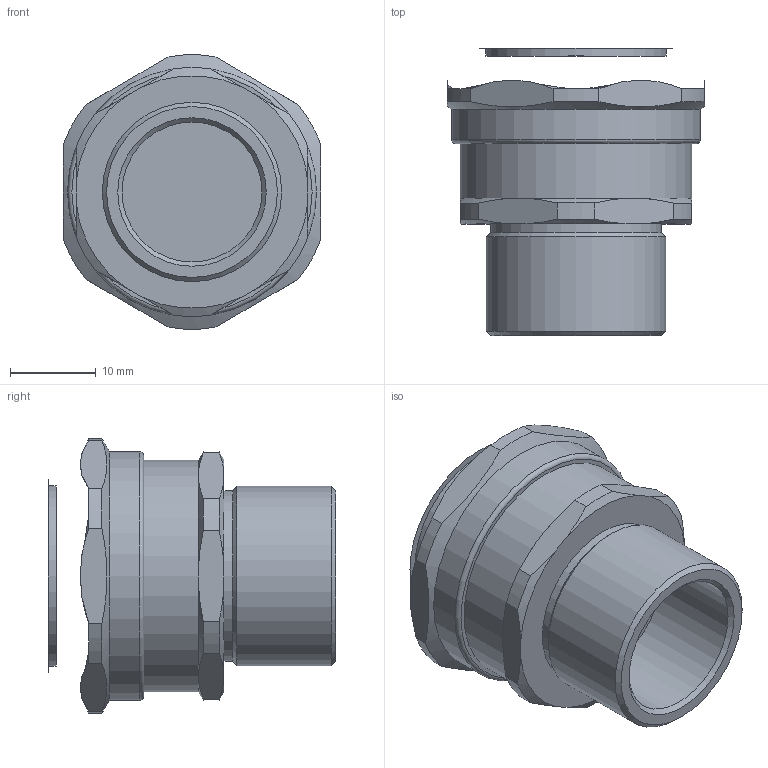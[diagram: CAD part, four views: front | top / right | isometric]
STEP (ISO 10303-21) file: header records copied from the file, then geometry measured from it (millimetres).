
FILE_DESCRIPTION(/* description */ (''),/* implementation_level */ '2;1');
FILE_NAME(/* name */ '',/* time_stamp */ '2023-07-17T09:38:55+07:00',/* author */ ('zeta-09'),/* organization */ (''),/* preprocessor_version */ 'ST-DEVELOPER v19.2',/* originating_system */ 'Autodesk Inventor 2024',/* authorisation */ '');
FILE_SCHEMA (('AUTOMOTIVE_DESIGN { 1 0 10303 214 3 1 1 }'));
Length unit declared in the file: millimetre
Products named in the file (1): Деталь3
Bounding box: 30 x 33.45 x 31.95 mm (x, y, z)
Volume: 14347.1 mm3; surface area: 4616.7 mm2
Topology: 1 solids, 1 shells, 54 faces, 132 edges, 84 vertices
Faces by surface type: plane 18, cylinder 18, cone 17, torus 1
Full cylindrical faces by diameter (mm): 16.3 x1, 19.9 x1, 20.9 x1, 21 x1, 27 x1, 29 x1
Entity records: 1672 total; most frequent: CARTESIAN_POINT 343, ORIENTED_EDGE 264, DIRECTION 261, EDGE_CURVE 132, AXIS2_PLACEMENT_3D 110, VERTEX_POINT 84, EDGE_LOOP 58, CIRCLE 55
